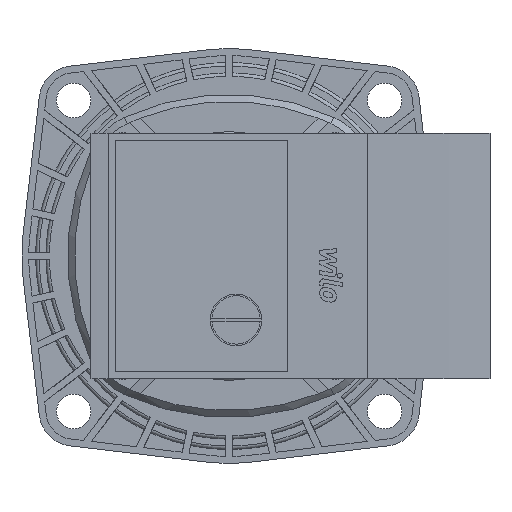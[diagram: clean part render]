
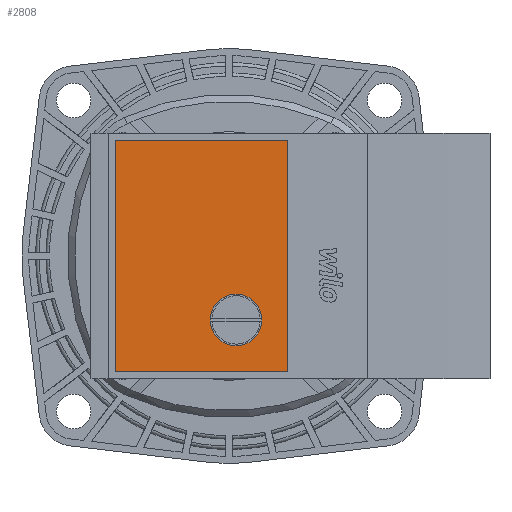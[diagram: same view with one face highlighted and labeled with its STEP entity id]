
A CAD part, front view. The second image highlights one B-rep face of the part: STEP entity #2808.
In plain terms, the highlighted planar face has unit normal (0, -1, 0).
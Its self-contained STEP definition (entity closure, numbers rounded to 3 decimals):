
#2649=CARTESIAN_POINT('',(-5.5,-117.0,-18.5));
#2650=VERTEX_POINT('',#2649);
#2659=CARTESIAN_POINT('',(9.5,-117.0,-18.5));
#2660=VERTEX_POINT('',#2659);
#2661=CARTESIAN_POINT('',(2.0,-117.0,-18.5));
#2662=DIRECTION('',(0.0,1.0,0.0));
#2663=DIRECTION('',(-1.0,0.0,0.0));
#2664=AXIS2_PLACEMENT_3D('',#2661,#2662,#2663);
#2665=CIRCLE('',#2664,7.5);
#2666=EDGE_CURVE('',#2660,#2650,#2665,.T.);
#2700=CARTESIAN_POINT('',(2.0,-117.0,-18.5));
#2701=DIRECTION('',(0.0,1.0,0.0));
#2702=DIRECTION('',(-1.0,0.0,0.0));
#2703=AXIS2_PLACEMENT_3D('',#2700,#2701,#2702);
#2704=CIRCLE('',#2703,7.5);
#2705=EDGE_CURVE('',#2650,#2660,#2704,.T.);
#2717=CARTESIAN_POINT('',(-33.0,-117.0,-33.5));
#2718=VERTEX_POINT('',#2717);
#2733=CARTESIAN_POINT('',(17.0,-117.0,-33.5));
#2734=VERTEX_POINT('',#2733);
#2741=CARTESIAN_POINT('',(-33.0,-117.0,-33.5));
#2742=DIRECTION('',(1.0,0.0,0.0));
#2743=VECTOR('',#2742,50.0);
#2744=LINE('',#2741,#2743);
#2745=EDGE_CURVE('',#2718,#2734,#2744,.T.);
#2757=CARTESIAN_POINT('',(17.0,-117.0,33.5));
#2758=VERTEX_POINT('',#2757);
#2765=CARTESIAN_POINT('',(17.0,-117.0,33.5));
#2766=DIRECTION('',(0.0,0.0,-1.0));
#2767=VECTOR('',#2766,67.0);
#2768=LINE('',#2765,#2767);
#2769=EDGE_CURVE('',#2758,#2734,#2768,.T.);
#2781=CARTESIAN_POINT('',(17.0,-117.0,0.0));
#2782=DIRECTION('',(0.0,-1.0,0.0));
#2783=DIRECTION('',(0.0,0.0,-1.0));
#2784=AXIS2_PLACEMENT_3D('',#2781,#2782,#2783);
#2785=PLANE('',#2784);
#2786=CARTESIAN_POINT('',(-33.0,-117.0,33.5));
#2787=VERTEX_POINT('',#2786);
#2788=CARTESIAN_POINT('',(17.0,-117.0,33.5));
#2789=DIRECTION('',(-1.0,0.0,0.0));
#2790=VECTOR('',#2789,50.0);
#2791=LINE('',#2788,#2790);
#2792=EDGE_CURVE('',#2758,#2787,#2791,.T.);
#2793=ORIENTED_EDGE('',*,*,#2792,.T.);
#2794=CARTESIAN_POINT('',(-33.0,-117.0,33.5));
#2795=DIRECTION('',(0.0,0.0,-1.0));
#2796=VECTOR('',#2795,67.0);
#2797=LINE('',#2794,#2796);
#2798=EDGE_CURVE('',#2787,#2718,#2797,.T.);
#2799=ORIENTED_EDGE('',*,*,#2798,.T.);
#2800=ORIENTED_EDGE('',*,*,#2745,.T.);
#2801=ORIENTED_EDGE('',*,*,#2769,.F.);
#2802=EDGE_LOOP('',(#2793,#2799,#2800,#2801));
#2803=FACE_OUTER_BOUND('',#2802,.T.);
#2804=ORIENTED_EDGE('',*,*,#2666,.T.);
#2805=ORIENTED_EDGE('',*,*,#2705,.T.);
#2806=EDGE_LOOP('',(#2804,#2805));
#2807=FACE_BOUND('',#2806,.T.);
#2808=ADVANCED_FACE('',(#2803,#2807),#2785,.T.);
